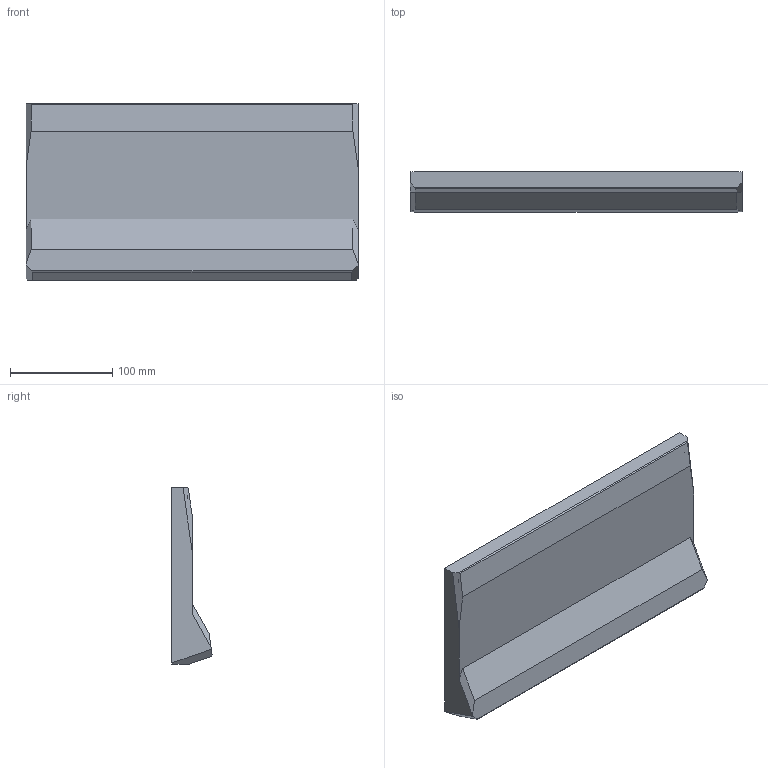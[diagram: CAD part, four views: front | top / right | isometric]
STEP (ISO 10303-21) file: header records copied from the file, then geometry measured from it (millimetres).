
FILE_DESCRIPTION(/* description */ (''),/* implementation_level */ '2;1');
FILE_NAME(/* name */ 'JupAdvStd1mmCase0210428Step.step',/* time_stamp */ '2021-04-28T15:35:03+09:00',/* author */ (''),/* organization */ (''),/* preprocessor_version */ 'ST-DEVELOPER v18.1',/* originating_system */ 'Autodesk Translation Framework v10.6.0.1341',/* authorisation */ '');
FILE_SCHEMA (('AUTOMOTIVE_DESIGN { 1 0 10303 214 3 1 1 }'));
Length unit declared in the file: millimetre
Products named in the file (1): SwitchPlate
Bounding box: 324.8 x 39.41 x 172.88 mm (x, y, z)
Volume: 466710.9 mm3; surface area: 155029.2 mm2
Topology: 1 solids, 1 shells, 62 faces, 153 edges, 100 vertices
Faces by surface type: plane 40, cylinder 16, cone 6
Full cylindrical faces by diameter (mm): 2.075 x6, 4.5 x6
Entity records: 1828 total; most frequent: CARTESIAN_POINT 310, DIRECTION 305, ORIENTED_EDGE 294, EDGE_CURVE 147, LINE 115, VECTOR 115, VERTEX_POINT 100, AXIS2_PLACEMENT_3D 95
